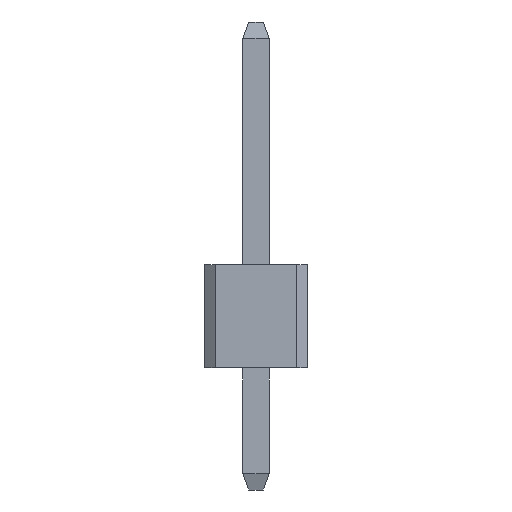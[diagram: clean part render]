
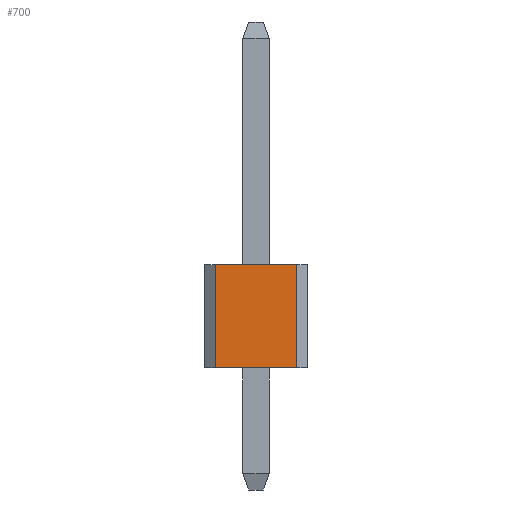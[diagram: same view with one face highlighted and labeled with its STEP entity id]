
A CAD part, front view. The second image highlights one B-rep face of the part: STEP entity #700.
In plain terms, the highlighted planar face has unit normal (0, -1, 0).
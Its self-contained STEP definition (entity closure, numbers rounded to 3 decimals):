
#4 = CARTESIAN_POINT ( 'NONE',  ( -1., -1.27, 5.54 ) ) ;
#40 = VERTEX_POINT ( 'NONE', #689 ) ;
#53 = VERTEX_POINT ( 'NONE', #993 ) ;
#130 = VECTOR ( 'NONE', #1144, 1000. ) ;
#149 = ORIENTED_EDGE ( 'NONE', *, *, #687, .T. ) ;
#205 = CARTESIAN_POINT ( 'NONE',  ( 1., -1.27, 5.54 ) ) ;
#213 = PLANE ( 'NONE',  #1314 ) ;
#332 = EDGE_CURVE ( 'NONE', #53, #749, #1121, .T. ) ;
#367 = LINE ( 'NONE', #769, #466 ) ;
#411 = DIRECTION ( 'NONE',  ( 0., 0., -1. ) ) ;
#413 = CARTESIAN_POINT ( 'NONE',  ( -1., -1.27, 5.54 ) ) ;
#466 = VECTOR ( 'NONE', #1184, 1000. ) ;
#520 = FACE_OUTER_BOUND ( 'NONE', #730, .T. ) ;
#608 = LINE ( 'NONE', #413, #130 ) ;
#658 = VERTEX_POINT ( 'NONE', #1095 ) ;
#659 = CARTESIAN_POINT ( 'NONE',  ( 1., -1.27, 3. ) ) ;
#687 = EDGE_CURVE ( 'NONE', #40, #658, #608, .T. ) ;
#689 = CARTESIAN_POINT ( 'NONE',  ( -1., -1.27, 5.54 ) ) ;
#700 = ADVANCED_FACE ( 'NONE', ( #520 ), #213, .T. ) ;
#711 = VECTOR ( 'NONE', #411, 1000. ) ;
#726 = ORIENTED_EDGE ( 'NONE', *, *, #1125, .T. ) ;
#730 = EDGE_LOOP ( 'NONE', ( #1087, #1059, #726, #149 ) ) ;
#741 = EDGE_CURVE ( 'NONE', #749, #658, #367, .T. ) ;
#749 = VERTEX_POINT ( 'NONE', #659 ) ;
#769 = CARTESIAN_POINT ( 'NONE',  ( -1., -1.27, 3. ) ) ;
#845 = LINE ( 'NONE', #959, #864 ) ;
#864 = VECTOR ( 'NONE', #965, 1000. ) ;
#959 = CARTESIAN_POINT ( 'NONE',  ( -1., -1.27, 5.54 ) ) ;
#965 = DIRECTION ( 'NONE',  ( -1., 0., 0. ) ) ;
#993 = CARTESIAN_POINT ( 'NONE',  ( 1., -1.27, 5.54 ) ) ;
#1029 = DIRECTION ( 'NONE',  ( 0., -1., 0. ) ) ;
#1059 = ORIENTED_EDGE ( 'NONE', *, *, #332, .F. ) ;
#1087 = ORIENTED_EDGE ( 'NONE', *, *, #741, .F. ) ;
#1095 = CARTESIAN_POINT ( 'NONE',  ( -1., -1.27, 3. ) ) ;
#1121 = LINE ( 'NONE', #205, #711 ) ;
#1125 = EDGE_CURVE ( 'NONE', #53, #40, #845, .T. ) ;
#1144 = DIRECTION ( 'NONE',  ( 0., 0., -1. ) ) ;
#1184 = DIRECTION ( 'NONE',  ( -1., 0., 0. ) ) ;
#1287 = DIRECTION ( 'NONE',  ( 0., 0., -1. ) ) ;
#1314 = AXIS2_PLACEMENT_3D ( 'NONE', #4, #1029, #1287 ) ;
